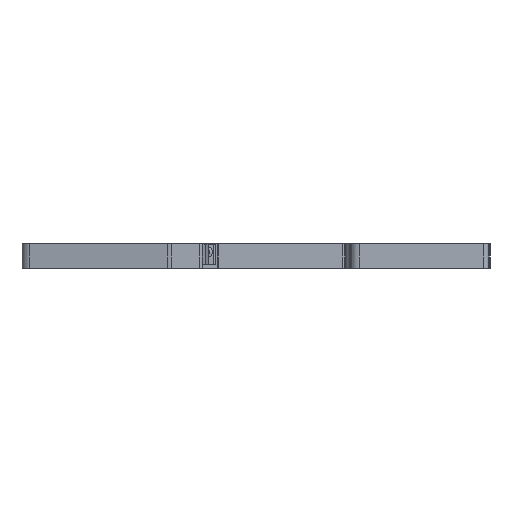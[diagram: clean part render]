
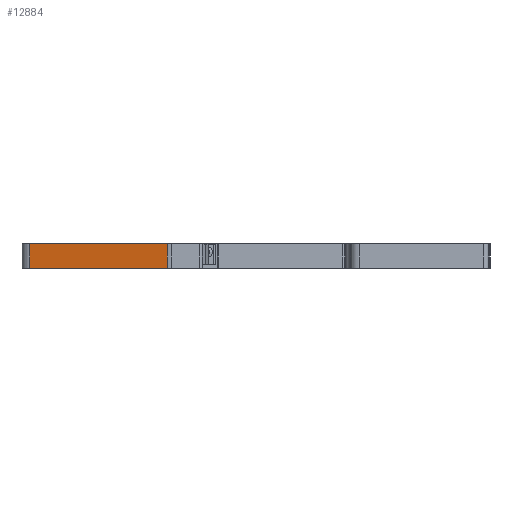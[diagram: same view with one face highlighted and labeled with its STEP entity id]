
A CAD part, front view. The second image highlights one B-rep face of the part: STEP entity #12884.
In plain terms, the highlighted planar face has unit normal (-0.191, -0.982, 0).
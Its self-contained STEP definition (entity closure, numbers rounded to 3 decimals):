
#793=DIRECTION('',(0.982,-0.191,0.));
#794=VECTOR('',#793,29.355);
#795=CARTESIAN_POINT('',(-53.331,-0.307,0.));
#796=LINE('',#795,#794);
#1112=DIRECTION('',(-0.982,0.191,0.));
#1113=VECTOR('',#1112,29.355);
#1114=CARTESIAN_POINT('',(-24.515,-5.908,5.2));
#1115=LINE('',#1114,#1113);
#2436=DIRECTION('',(0.,0.,1.));
#2437=VECTOR('',#2436,5.2);
#2438=CARTESIAN_POINT('',(-24.515,-5.908,0.));
#2439=LINE('',#2438,#2437);
#2448=DIRECTION('',(0.,0.,-1.));
#2449=VECTOR('',#2448,5.2);
#2450=CARTESIAN_POINT('',(-53.331,-0.307,5.2));
#2451=LINE('',#2450,#2449);
#9520=CARTESIAN_POINT('',(-53.331,-0.307,0.));
#9521=VERTEX_POINT('',#9520);
#9522=CARTESIAN_POINT('',(-24.515,-5.908,0.));
#9523=VERTEX_POINT('',#9522);
#9668=CARTESIAN_POINT('',(-24.515,-5.908,5.2));
#9669=VERTEX_POINT('',#9668);
#9670=CARTESIAN_POINT('',(-53.331,-0.307,5.2));
#9671=VERTEX_POINT('',#9670);
#12872=CARTESIAN_POINT('',(-38.923,-3.107,2.6));
#12873=DIRECTION('',(0.191,0.982,0.));
#12874=DIRECTION('',(0.982,-0.191,0.));
#12875=AXIS2_PLACEMENT_3D('',#12872,#12873,#12874);
#12876=PLANE('',#12875);
#12877=ORIENTED_EDGE('',*,*,#12054,.F.);
#12879=ORIENTED_EDGE('',*,*,#12878,.F.);
#12880=ORIENTED_EDGE('',*,*,#12252,.F.);
#12881=ORIENTED_EDGE('',*,*,#12865,.F.);
#12882=EDGE_LOOP('',(#12877,#12879,#12880,#12881));
#12883=FACE_OUTER_BOUND('',#12882,.F.);
#12884=ADVANCED_FACE('',(#12883),#12876,.F.);
#12054=EDGE_CURVE('',#9521,#9523,#796,.T.);
#12252=EDGE_CURVE('',#9669,#9671,#1115,.T.);
#12865=EDGE_CURVE('',#9523,#9669,#2439,.T.);
#12878=EDGE_CURVE('',#9671,#9521,#2451,.T.);
